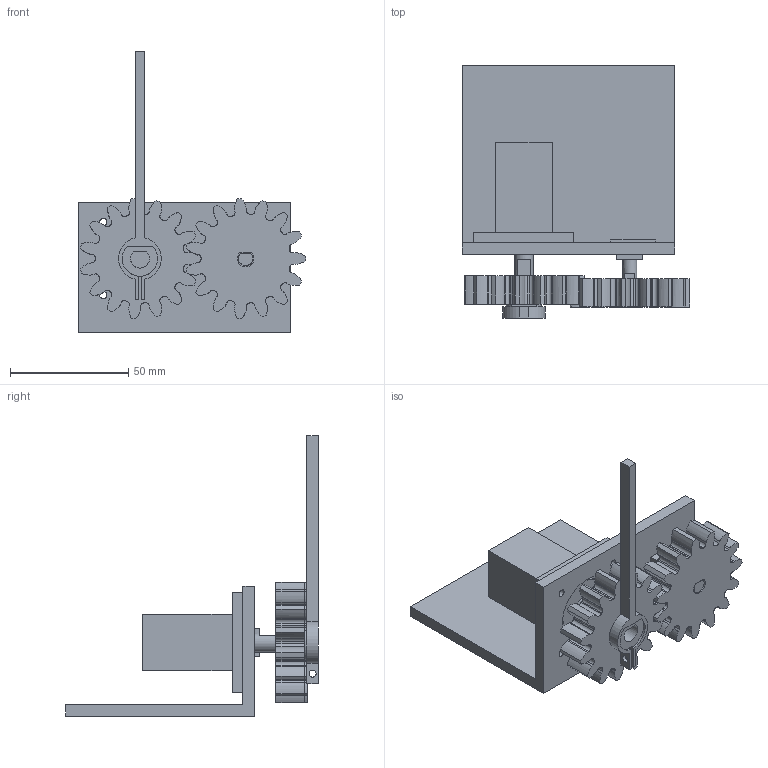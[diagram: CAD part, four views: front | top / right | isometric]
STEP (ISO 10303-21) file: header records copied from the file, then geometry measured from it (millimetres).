
FILE_DESCRIPTION(/* description */ (''),/* implementation_level */ '2;1');
FILE_NAME(/* name */ 'Encoder v10.step',/* time_stamp */ '2023-04-26T12:28:06+05:30',/* author */ (''),/* organization */ (''),/* preprocessor_version */ 'ST-DEVELOPER v19.2',/* originating_system */ 'Autodesk Translation Framework v12.4.0.73',/* authorisation */ '');
FILE_SCHEMA (('AUTOMOTIVE_DESIGN { 1 0 10303 214 3 1 1 }'));
Length unit declared in the file: millimetre
Products named in the file (7): Encoder; Motor; encoder_1; Spur Gear (15 teeth) (1); Spur Gear (15 teeth); Body; Pendulum
Assembly tree (6 placements, depth 2):
  Encoder
    Motor
    encoder_1
    Spur Gear (15 teeth) (1)
    Spur Gear (15 teeth)
    Body
    Pendulum
Bounding box: 96.39 x 107 x 118.67 mm (x, y, z)
Volume: 126414 mm3; surface area: 51174.5 mm2
Topology: 6 solids, 6 shells, 326 faces, 924 edges, 616 vertices
Faces by surface type: cylinder 145, plane 121, bspline 60
Full cylindrical faces by diameter (mm): 3 x14, 6 x1, 8 x1, 24 x1, 30 x1
Entity records: 28147 total; most frequent: CARTESIAN_POINT 19699, ORIENTED_EDGE 1848, DIRECTION 1656, EDGE_CURVE 924, VERTEX_POINT 616, AXIS2_PLACEMENT_3D 573, LINE 510, VECTOR 510
